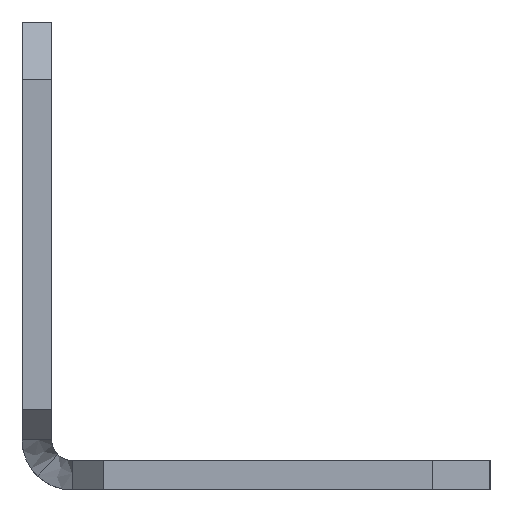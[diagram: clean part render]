
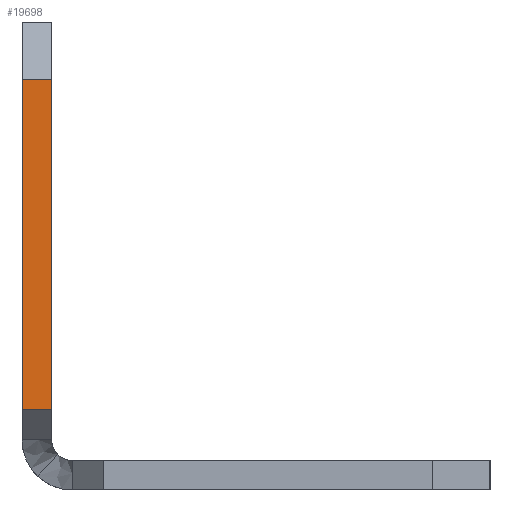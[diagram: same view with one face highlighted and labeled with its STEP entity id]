
A CAD part, left-side view. The second image highlights one B-rep face of the part: STEP entity #19698.
In plain terms, the highlighted planar face has unit normal (-1, 0, 0).
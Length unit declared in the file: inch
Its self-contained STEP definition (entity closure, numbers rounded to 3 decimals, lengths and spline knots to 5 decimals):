
#2556=PLANE('',#20562);
#3304=FACE_OUTER_BOUND('',#4292,.T.);
#4292=EDGE_LOOP('',(#17723,#17724,#17725,#17726));
#4915=LINE('',#25950,#7237);
#5620=LINE('',#27383,#7942);
#6502=LINE('',#30733,#8824);
#6565=LINE('',#30837,#8887);
#7237=VECTOR('',#21273,0.51398);
#7942=VECTOR('',#21984,0.51398);
#8824=VECTOR('',#23680,0.046);
#8887=VECTOR('',#23813,0.046);
#9839=VERTEX_POINT('',#25948);
#9840=VERTEX_POINT('',#25949);
#10540=VERTEX_POINT('',#27380);
#10541=VERTEX_POINT('',#27382);
#11535=EDGE_CURVE('',#9839,#9840,#4915,.T.);
#12240=EDGE_CURVE('',#10541,#10540,#5620,.T.);
#13258=EDGE_CURVE('',#9840,#10540,#6502,.T.);
#13321=EDGE_CURVE('',#9839,#10541,#6565,.T.);
#17723=ORIENTED_EDGE('',*,*,#13258,.F.);
#17724=ORIENTED_EDGE('',*,*,#11535,.F.);
#17725=ORIENTED_EDGE('',*,*,#13321,.T.);
#17726=ORIENTED_EDGE('',*,*,#12240,.T.);
#19698=ADVANCED_FACE('',(#3304),#2556,.F.);
#20562=AXIS2_PLACEMENT_3D('',#31185,#24270,#24271);
#21273=DIRECTION('',(0.,0.,1.));
#21984=DIRECTION('',(0.,0.,1.));
#23680=DIRECTION('',(0.,-1.,0.));
#23813=DIRECTION('',(0.,-1.,0.));
#24270=DIRECTION('center_axis',(1.,0.,0.));
#24271=DIRECTION('ref_axis',(0.,0.,-1.));
#25948=CARTESIAN_POINT('',(-15.30249,0.046,-2.72076));
#25949=CARTESIAN_POINT('',(-15.30249,0.046,-2.20678));
#25950=CARTESIAN_POINT('',(-15.30249,0.046,-2.72076));
#27380=CARTESIAN_POINT('',(-15.30249,0.,-2.20678));
#27382=CARTESIAN_POINT('',(-15.30249,0.,-2.72076));
#27383=CARTESIAN_POINT('',(-15.30249,0.,-2.72076));
#30733=CARTESIAN_POINT('',(-15.30249,0.046,-2.20678));
#30837=CARTESIAN_POINT('',(-15.30249,0.046,-2.72076));
#31185=CARTESIAN_POINT('Origin',(-15.30249,0.046,-2.76768));
